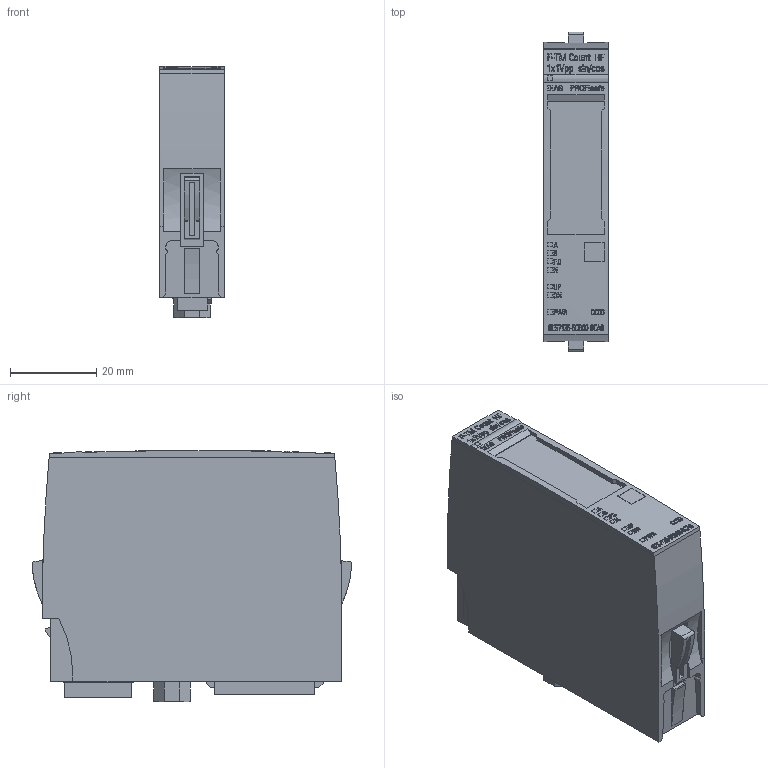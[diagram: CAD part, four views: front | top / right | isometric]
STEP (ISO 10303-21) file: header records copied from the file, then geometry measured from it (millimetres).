
FILE_DESCRIPTION(/* description */ (''),/* implementation_level */ '2;1');
FILE_NAME(/* name */ '6ES7136-6CB00-0CA0_3d.stp',/* time_stamp */ '2024-07-23T16:39:58+02:00',/* author */ (''),/* organization */ (''),/* preprocessor_version */ 'ST-DEVELOPER v18.102',/* originating_system */ 'SIEMENS PLM Software NX 2023',/* authorisation */ '');
FILE_SCHEMA (('AUTOMOTIVE_DESIGN { 1 0 10303 214 3 1 1 1 }'));
Products named in the file (3): A5E50647176A_RS-AA_002_1-labeling; A5E50647180A_RS-AA_002_1-box; A5E50652987A_RS-AA_002_5-CAx_6ES71366CB000CA0
Assembly tree (2 placements, depth 2):
  A5E50652987A_RS-AA_002_5-CAx_6ES71366CB000CA0
    A5E50647180A_RS-AA_002_1-box
    A5E50647176A_RS-AA_002_1-labeling
Bounding box: 15 x 74 x 58.11 mm (x, y, z)
Volume: 21543.3 mm3; surface area: 30596.6 mm2
Topology: 75 solids, 75 shells, 1504 faces, 3817 edges, 2540 vertices
Faces by surface type: plane 881, extrusion 443, cylinder 180
Entity records: 69700 total; most frequent: CARTESIAN_POINT 24414, ORIENTED_EDGE 7634, DIRECTION 6053, EDGE_CURVE 3817, VECTOR 2833, VERTEX_POINT 2540, LINE 2390, EDGE_LOOP 1649
